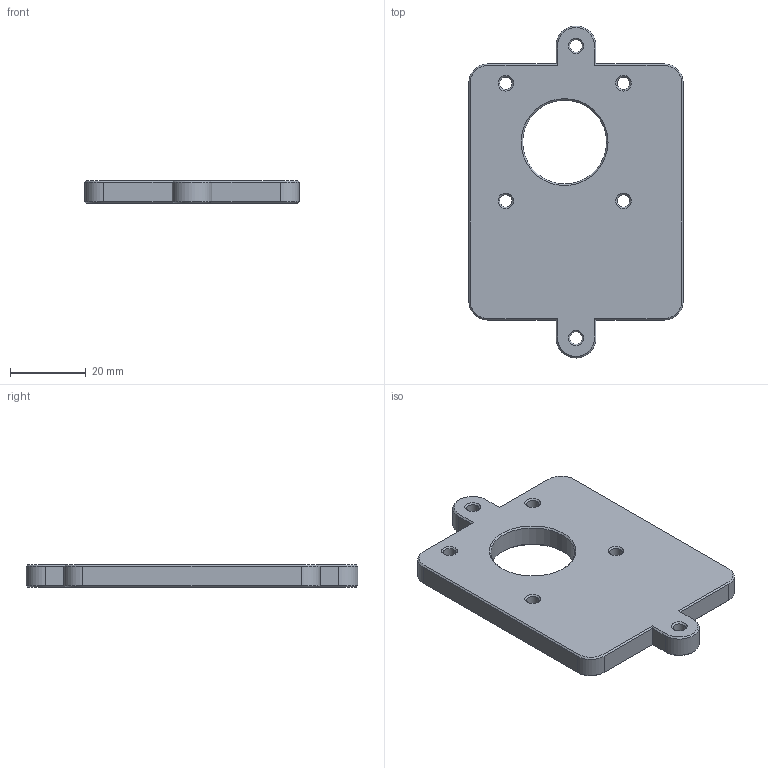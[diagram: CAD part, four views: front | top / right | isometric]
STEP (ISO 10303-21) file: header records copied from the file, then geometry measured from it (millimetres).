
FILE_DESCRIPTION(('FreeCAD Model'),'2;1');
FILE_NAME('feeder_plate.step', '2016-07-02T22:16:31',('Author'),(''), 'Open CASCADE STEP processor 6.8','FreeCAD','Unknown');
FILE_SCHEMA(('AUTOMOTIVE_DESIGN_CC2 { 1 2 10303 214 -1 1 5 4 }'));
Length unit declared in the file: millimetre
Products named in the file (1): feeder_plate_02
Bounding box: 56.5 x 87.5 x 6 mm (x, y, z)
Volume: 21197.1 mm3; surface area: 9313.9 mm2
Topology: 1 solids, 1 shells, 71 faces, 161 edges, 92 vertices
Faces by surface type: plane 32, cone 26, cylinder 13
Full cylindrical faces by diameter (mm): 3.3 x6, 22.1 x1
Entity records: 4071 total; most frequent: CARTESIAN_POINT 855, DIRECTION 581, LINE 329, VECTOR 329, ORIENTED_EDGE 322, PCURVE 322, DEFINITIONAL_REPRESENTATION 322, EDGE_CURVE 161
